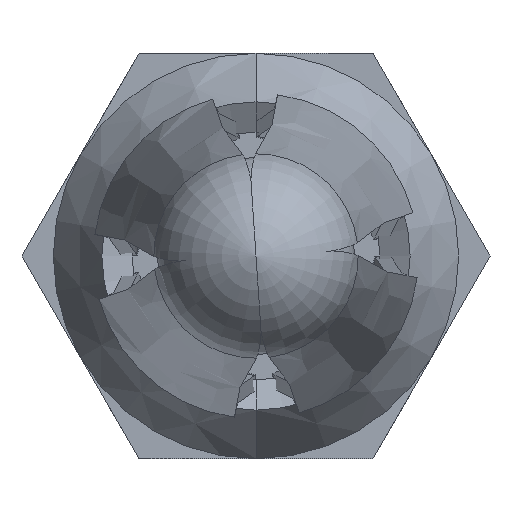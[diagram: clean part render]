
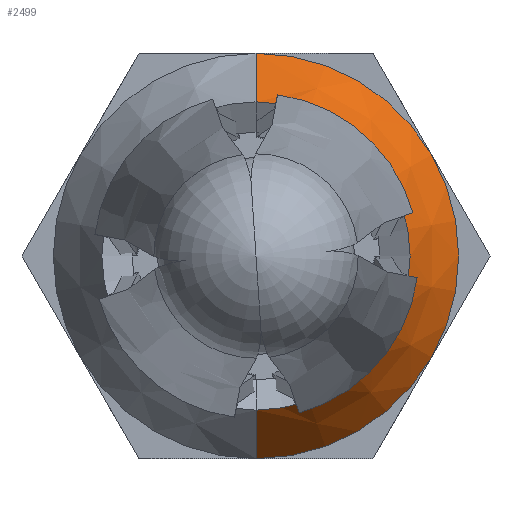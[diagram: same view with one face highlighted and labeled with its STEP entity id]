
A CAD part, front view. The second image highlights one B-rep face of the part: STEP entity #2499.
In plain terms, the highlighted conical face has half-angle 30.961 degrees and reference radius 2.106 mm.
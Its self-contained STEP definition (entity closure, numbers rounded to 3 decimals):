
#2236 = VERTEX_POINT ( 'NONE', #3360 ) ;
#2239 = VERTEX_POINT ( 'NONE', #3359 ) ;
#2253 = EDGE_CURVE ( 'NONE', #2404, #2236, #3425, .T. ) ;
#2382 = ORIENTED_EDGE ( 'NONE', *, *, #2411, .T. ) ;
#2404 = VERTEX_POINT ( 'NONE', #3968 ) ;
#2408 = EDGE_LOOP ( 'NONE', ( #2409, #2382, #2531, #2533 ) ) ;
#2409 = ORIENTED_EDGE ( 'NONE', *, *, #2426, .F. ) ;
#2411 = EDGE_CURVE ( 'NONE', #2498, #2239, #3962, .T. ) ;
#2426 = EDGE_CURVE ( 'NONE', #2498, #2404, #4052, .T. ) ;
#2498 = VERTEX_POINT ( 'NONE', #4345 ) ;
#2499 = ADVANCED_FACE ( 'NONE', ( #4301 ), #4296, .T. ) ;
#2531 = ORIENTED_EDGE ( 'NONE', *, *, #2532, .T. ) ;
#2532 = EDGE_CURVE ( 'NONE', #2239, #2236, #4541, .T. ) ;
#2533 = ORIENTED_EDGE ( 'NONE', *, *, #2253, .F. ) ;
#3359 = CARTESIAN_POINT ( 'NONE',  ( 2.26, 1.682, -3.538 ) ) ;
#3360 = CARTESIAN_POINT ( 'NONE',  ( 2.26, 1.682, 1.999 ) ) ;
#3388 = DIRECTION ( 'NONE',  ( 0., 0.858, 0.514 ) ) ;
#3389 = VECTOR ( 'NONE', #3388, 1000. ) ;
#3390 = CARTESIAN_POINT ( 'NONE',  ( 2.26, 0.577, 1.336 ) ) ;
#3425 = LINE ( 'NONE', #3390, #3389 ) ;
#3960 = DIRECTION ( 'NONE',  ( 0., 0.858, -0.514 ) ) ;
#3961 = CARTESIAN_POINT ( 'NONE',  ( 2.26, 0.577, -2.875 ) ) ;
#3962 = LINE ( 'NONE', #3961, #3979 ) ;
#3968 = CARTESIAN_POINT ( 'NONE',  ( 2.26, 0.577, 1.336 ) ) ;
#3979 = VECTOR ( 'NONE', #3960, 1000. ) ;
#4052 = CIRCLE ( 'NONE', #4063, 2.106 ) ;
#4061 = DIRECTION ( 'NONE',  ( 0., 0., -1. ) ) ;
#4062 = DIRECTION ( 'NONE',  ( 0., -1., 0. ) ) ;
#4063 = AXIS2_PLACEMENT_3D ( 'NONE', #4068, #4062, #4061 ) ;
#4068 = CARTESIAN_POINT ( 'NONE',  ( 2.26, 0.577, -0.77 ) ) ;
#4295 = AXIS2_PLACEMENT_3D ( 'NONE', #4361, #4360, #4359 ) ;
#4296 = CONICAL_SURFACE ( 'NONE', #4295, 2.106, 0.54 ) ;
#4301 = FACE_OUTER_BOUND ( 'NONE', #2408, .T. ) ;
#4345 = CARTESIAN_POINT ( 'NONE',  ( 2.26, 0.577, -2.875 ) ) ;
#4359 = DIRECTION ( 'NONE',  ( 0., 0., 1. ) ) ;
#4360 = DIRECTION ( 'NONE',  ( 0., 1., 0. ) ) ;
#4361 = CARTESIAN_POINT ( 'NONE',  ( 2.26, 0.577, -0.77 ) ) ;
#4521 = DIRECTION ( 'NONE',  ( 0., 0., -1. ) ) ;
#4522 = DIRECTION ( 'NONE',  ( 0., -1., 0. ) ) ;
#4524 = CARTESIAN_POINT ( 'NONE',  ( 2.26, 1.682, -0.77 ) ) ;
#4530 = AXIS2_PLACEMENT_3D ( 'NONE', #4524, #4522, #4521 ) ;
#4541 = CIRCLE ( 'NONE', #4530, 2.769 ) ;
